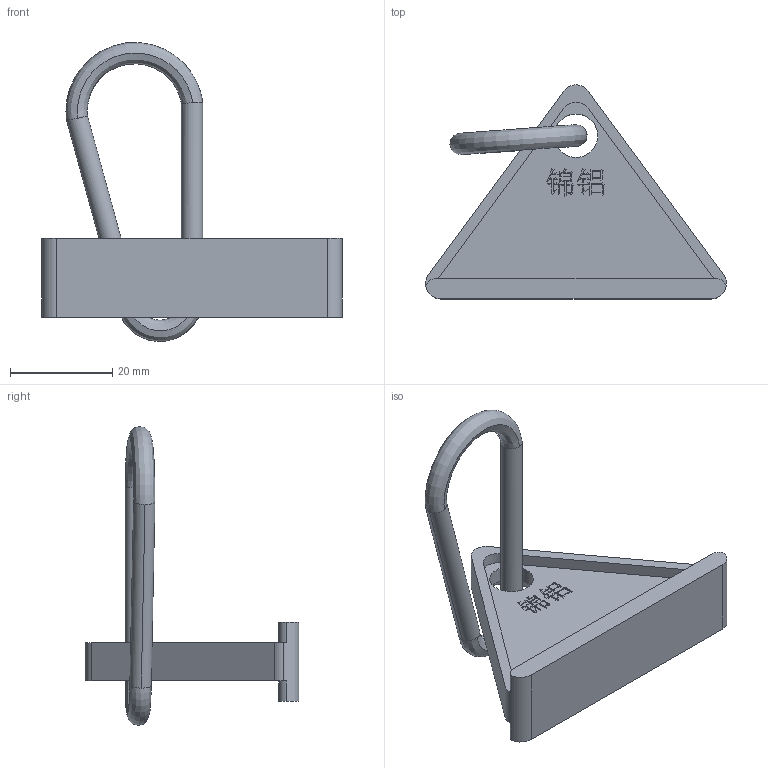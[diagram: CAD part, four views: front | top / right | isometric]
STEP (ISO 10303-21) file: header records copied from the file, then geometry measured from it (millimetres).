
FILE_DESCRIPTION (( 'STEP AP203' ), '1' );
FILE_NAME ('40.STEP', '2019-07-31T09:15:08', ( '微软用户' ), ( '微软中国' ), 'SwSTEP 2.0', 'SolidWorks 2015', '' );
FILE_SCHEMA (( 'CONFIG_CONTROL_DESIGN' ));
Length unit declared in the file: millimetre
Products named in the file (3): 40; 40-2
Assembly tree (2 placements, depth 2):
  40
    40
    40-2
Bounding box: 59 x 41.93 x 58.61 mm (x, y, z)
Volume: 9604.2 mm3; surface area: 7354.2 mm2
Topology: 2 solids, 2 shells, 189 faces, 534 edges, 356 vertices
Faces by surface type: plane 141, bspline 32, cylinder 16
Entity records: 7881 total; most frequent: CARTESIAN_POINT 2904, ORIENTED_EDGE 1068, DIRECTION 810, EDGE_CURVE 534, LINE 430, VECTOR 430, VERTEX_POINT 356, EDGE_LOOP 200
